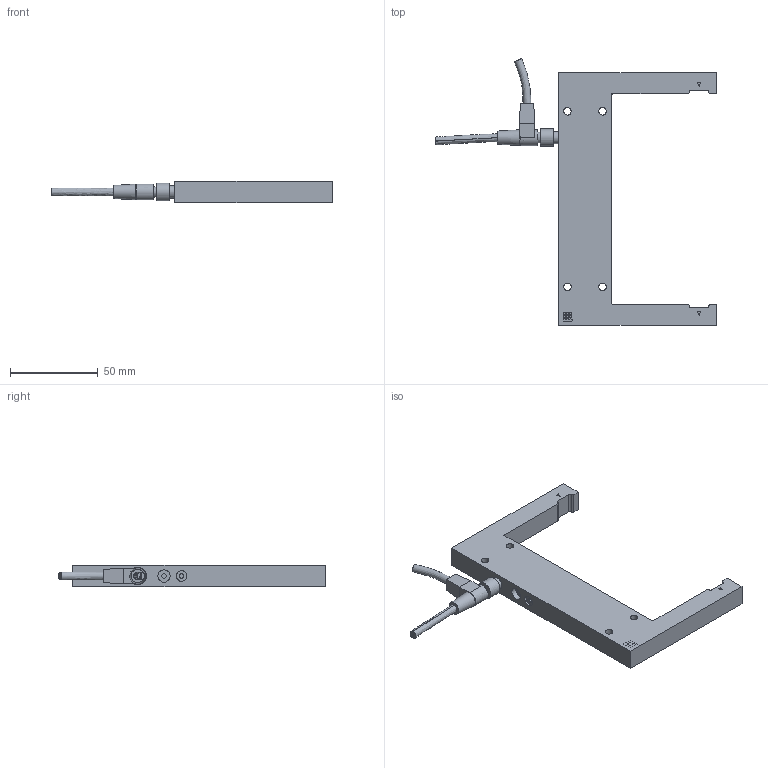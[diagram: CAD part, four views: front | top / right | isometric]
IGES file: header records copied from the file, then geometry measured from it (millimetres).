
Global section: file name: OGU_120; native system: Autodesk Inventor 2015; preprocessor: unknown; author: lck; date: 20150722.124105; units: millimetre
Bounding box: 160.21 x 152.09 x 12 mm (x, y, z)
Volume: 73541.5 mm3; surface area: 22808.9 mm2
Topology: 4 solids, 4 shells, 140 faces, 319 edges, 210 vertices
Faces by surface type: bspline 140
